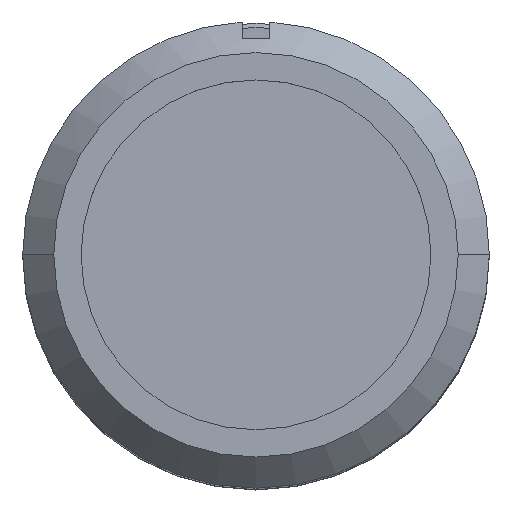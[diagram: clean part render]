
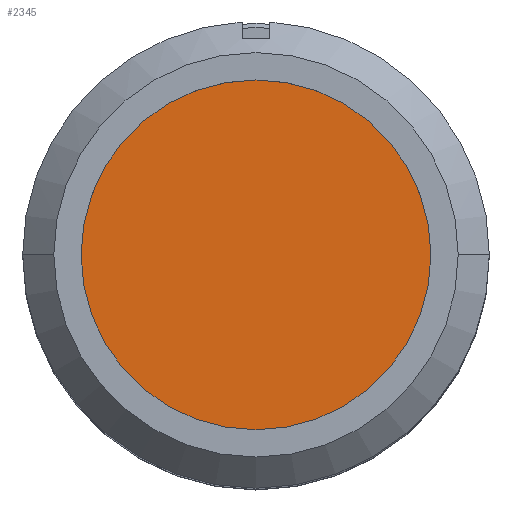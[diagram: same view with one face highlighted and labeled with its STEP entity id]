
A CAD part, top view. The second image highlights one B-rep face of the part: STEP entity #2345.
In plain terms, the highlighted planar face has unit normal (0, 0, 1).
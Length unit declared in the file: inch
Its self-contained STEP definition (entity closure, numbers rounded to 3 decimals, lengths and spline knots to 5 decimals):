
#70 = AXIS2_PLACEMENT_3D ( 'NONE', #781, #1127, #1594 ) ;
#130 = AXIS2_PLACEMENT_3D ( 'NONE', #2150, #344, #168 ) ;
#148 = CARTESIAN_POINT ( 'NONE',  ( 0., 0., -0.04 ) ) ;
#168 = DIRECTION ( 'NONE',  ( -1., 0., 0. ) ) ;
#344 = DIRECTION ( 'NONE',  ( 0., 0., -1. ) ) ;
#428 = AXIS2_PLACEMENT_3D ( 'NONE', #148, #752, #2370 ) ;
#590 = CARTESIAN_POINT ( 'NONE',  ( -0.42165, 0., -0.04 ) ) ;
#627 = VERTEX_POINT ( 'NONE', #590 ) ;
#752 = DIRECTION ( 'NONE',  ( 0., 0., -1. ) ) ;
#762 = EDGE_CURVE ( 'NONE', #627, #1190, #1908, .T. ) ;
#764 = ORIENTED_EDGE ( 'NONE', *, *, #1025, .F. ) ;
#781 = CARTESIAN_POINT ( 'NONE',  ( 0., 0.4525, -0.04 ) ) ;
#1025 = EDGE_CURVE ( 'NONE', #1190, #627, #1277, .T. ) ;
#1046 = CARTESIAN_POINT ( 'NONE',  ( 0.42165, 0., -0.04 ) ) ;
#1127 = DIRECTION ( 'NONE',  ( 0., 0., -1. ) ) ;
#1165 = FACE_OUTER_BOUND ( 'NONE', #2511, .T. ) ;
#1190 = VERTEX_POINT ( 'NONE', #1046 ) ;
#1277 = CIRCLE ( 'NONE', #130, 0.42165 ) ;
#1594 = DIRECTION ( 'NONE',  ( -1., 0., 0. ) ) ;
#1746 = PLANE ( 'NONE',  #70 ) ;
#1908 = CIRCLE ( 'NONE', #428, 0.42165 ) ;
#2150 = CARTESIAN_POINT ( 'NONE',  ( 0., 0., -0.04 ) ) ;
#2345 = ADVANCED_FACE ( 'NONE', ( #1165 ), #1746, .F. ) ;
#2370 = DIRECTION ( 'NONE',  ( -1., 0., 0. ) ) ;
#2511 = EDGE_LOOP ( 'NONE', ( #2524, #764 ) ) ;
#2524 = ORIENTED_EDGE ( 'NONE', *, *, #762, .F. ) ;
